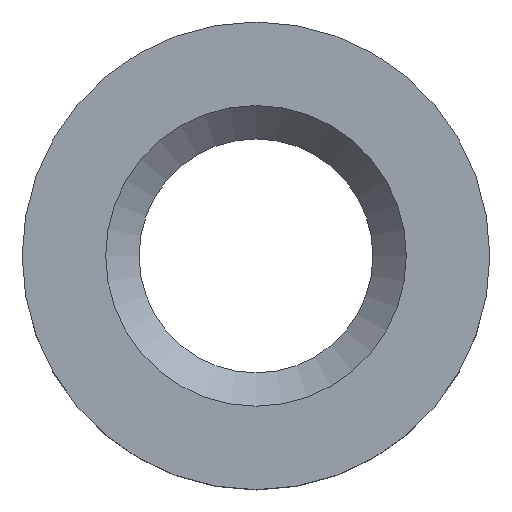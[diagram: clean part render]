
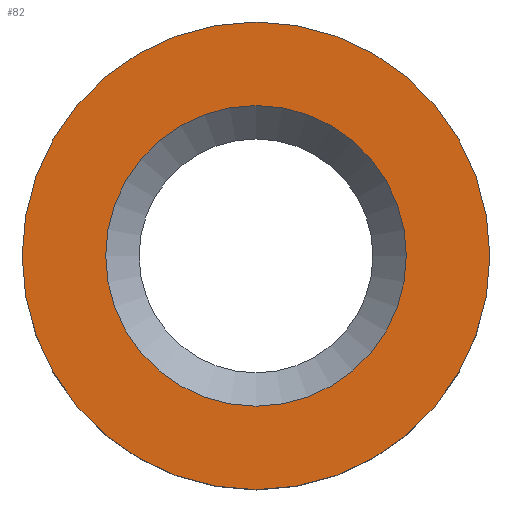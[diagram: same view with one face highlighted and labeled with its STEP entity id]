
A CAD part, top view. The second image highlights one B-rep face of the part: STEP entity #82.
In plain terms, the highlighted planar face has unit normal (0, 0, 1).
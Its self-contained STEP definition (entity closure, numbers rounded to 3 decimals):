
#20=PLANE('',#104);
#28=ORIENTED_EDGE('',*,*,#39,.T.);
#29=ORIENTED_EDGE('',*,*,#38,.F.);
#38=EDGE_CURVE('',#44,#44,#50,.T.);
#39=EDGE_CURVE('',#45,#45,#51,.T.);
#44=VERTEX_POINT('',#145);
#45=VERTEX_POINT('',#148);
#50=CIRCLE('',#103,3.5);
#51=CIRCLE('',#105,2.25);
#58=EDGE_LOOP('',(#28));
#59=EDGE_LOOP('',(#29));
#70=FACE_BOUND('',#58,.T.);
#71=FACE_BOUND('',#59,.T.);
#82=ADVANCED_FACE('',(#70,#71),#20,.T.);
#103=AXIS2_PLACEMENT_3D('',#144,#121,#122);
#104=AXIS2_PLACEMENT_3D('',#146,#123,#124);
#105=AXIS2_PLACEMENT_3D('',#147,#125,#126);
#121=DIRECTION('',(0.,0.,-1.));
#122=DIRECTION('',(-1.,0.,0.));
#123=DIRECTION('',(0.,0.,1.));
#124=DIRECTION('',(1.,0.,0.));
#125=DIRECTION('',(0.,0.,-1.));
#126=DIRECTION('',(-1.,0.,0.));
#144=CARTESIAN_POINT('',(0.,0.,2.5));
#145=CARTESIAN_POINT('',(-3.5,0.,2.5));
#146=CARTESIAN_POINT('',(-3.5,0.,2.5));
#147=CARTESIAN_POINT('',(0.,0.,2.5));
#148=CARTESIAN_POINT('',(-2.25,0.,2.5));
